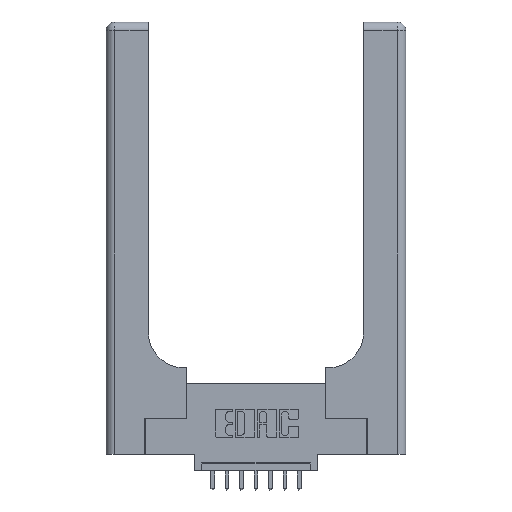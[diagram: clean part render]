
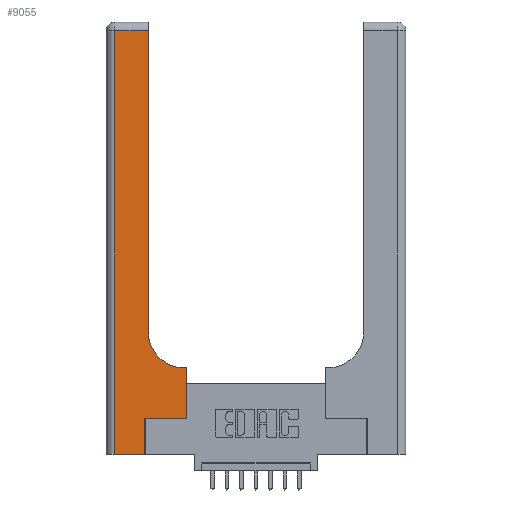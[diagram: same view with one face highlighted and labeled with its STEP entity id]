
A CAD part, top view. The second image highlights one B-rep face of the part: STEP entity #9055.
In plain terms, the highlighted planar face has unit normal (0, 0, 1).
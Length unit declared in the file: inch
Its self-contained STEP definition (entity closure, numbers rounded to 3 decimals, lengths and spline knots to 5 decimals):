
#79 = DIRECTION ( 'NONE',  ( -1., 0., 0. ) ) ;
#145 = CARTESIAN_POINT ( 'NONE',  ( 0., 0., 0.37 ) ) ;
#731 = FACE_OUTER_BOUND ( 'NONE', #8451, .T. ) ;
#818 = VERTEX_POINT ( 'NONE', #8274 ) ;
#1212 = DIRECTION ( 'NONE',  ( 0., 0., -1. ) ) ;
#1349 = DIRECTION ( 'NONE',  ( -1., 0., 0. ) ) ;
#1528 = VECTOR ( 'NONE', #11312, 39.37008 ) ;
#1568 = VERTEX_POINT ( 'NONE', #8958 ) ;
#1598 = CARTESIAN_POINT ( 'NONE',  ( 0.269, 0., 0.37 ) ) ;
#2330 = LINE ( 'NONE', #13495, #11402 ) ;
#2462 = VECTOR ( 'NONE', #7614, 39.37008 ) ;
#2508 = VECTOR ( 'NONE', #3796, 39.37008 ) ;
#2706 = CARTESIAN_POINT ( 'NONE',  ( 0.269, 0.25, 0.37 ) ) ;
#2766 = EDGE_CURVE ( 'NONE', #4017, #9005, #5945, .T. ) ;
#2807 = AXIS2_PLACEMENT_3D ( 'NONE', #14303, #7230, #13081 ) ;
#3015 = CARTESIAN_POINT ( 'NONE',  ( 0.06, 3., 0.37 ) ) ;
#3475 = ORIENTED_EDGE ( 'NONE', *, *, #5998, .T. ) ;
#3601 = EDGE_CURVE ( 'NONE', #5595, #8599, #13121, .T. ) ;
#3644 = ORIENTED_EDGE ( 'NONE', *, *, #13001, .T. ) ;
#3703 = VERTEX_POINT ( 'NONE', #1598 ) ;
#3796 = DIRECTION ( 'NONE',  ( 0., 1., 0. ) ) ;
#3995 = VECTOR ( 'NONE', #13897, 39.37008 ) ;
#4017 = VERTEX_POINT ( 'NONE', #6378 ) ;
#4172 = VECTOR ( 'NONE', #4868, 39.37008 ) ;
#4815 = EDGE_CURVE ( 'NONE', #1568, #13442, #13621, .T. ) ;
#4866 = VERTEX_POINT ( 'NONE', #13260 ) ;
#4868 = DIRECTION ( 'NONE',  ( 1., 0., 0. ) ) ;
#4880 = CARTESIAN_POINT ( 'NONE',  ( 0., 2.94, 0.37 ) ) ;
#5573 = EDGE_CURVE ( 'NONE', #9005, #5595, #2330, .T. ) ;
#5595 = VERTEX_POINT ( 'NONE', #14762 ) ;
#5746 = EDGE_CURVE ( 'NONE', #13442, #4017, #10856, .T. ) ;
#5857 = DIRECTION ( 'NONE',  ( 0., 1., 0. ) ) ;
#5869 = VECTOR ( 'NONE', #5857, 39.37008 ) ;
#5945 = CIRCLE ( 'NONE', #2807, 0.25 ) ;
#5998 = EDGE_CURVE ( 'NONE', #3703, #4866, #7148, .T. ) ;
#6111 = ORIENTED_EDGE ( 'NONE', *, *, #7726, .T. ) ;
#6314 = DIRECTION ( 'NONE',  ( 0., 1., 0. ) ) ;
#6378 = CARTESIAN_POINT ( 'NONE',  ( 0.5415, 0.6, 0.37 ) ) ;
#7148 = LINE ( 'NONE', #14450, #2508 ) ;
#7204 = ORIENTED_EDGE ( 'NONE', *, *, #14630, .T. ) ;
#7230 = DIRECTION ( 'NONE',  ( 0., 0., -1. ) ) ;
#7350 = ORIENTED_EDGE ( 'NONE', *, *, #3601, .T. ) ;
#7614 = DIRECTION ( 'NONE',  ( 1., 0., 0. ) ) ;
#7726 = EDGE_CURVE ( 'NONE', #8599, #818, #13382, .T. ) ;
#8233 = AXIS2_PLACEMENT_3D ( 'NONE', #11941, #1212, #79 ) ;
#8274 = CARTESIAN_POINT ( 'NONE',  ( 0.06, 0., 0.37 ) ) ;
#8451 = EDGE_LOOP ( 'NONE', ( #8988, #7350, #6111, #3644, #3475, #7204, #12778, #8525, #13638 ) ) ;
#8525 = ORIENTED_EDGE ( 'NONE', *, *, #5746, .T. ) ;
#8599 = VERTEX_POINT ( 'NONE', #10457 ) ;
#8958 = CARTESIAN_POINT ( 'NONE',  ( 0.5585, 0.25, 0.37 ) ) ;
#8988 = ORIENTED_EDGE ( 'NONE', *, *, #5573, .T. ) ;
#9005 = VERTEX_POINT ( 'NONE', #11586 ) ;
#9055 = ADVANCED_FACE ( 'NONE', ( #731 ), #15269, .F. ) ;
#9133 = CARTESIAN_POINT ( 'NONE',  ( 0.2915, 0.6, 0.37 ) ) ;
#9713 = CARTESIAN_POINT ( 'NONE',  ( 0.5585, 0.25, 0.37 ) ) ;
#10457 = CARTESIAN_POINT ( 'NONE',  ( 0.06, 2.94, 0.37 ) ) ;
#10856 = LINE ( 'NONE', #9133, #3995 ) ;
#10857 = LINE ( 'NONE', #145, #4172 ) ;
#11312 = DIRECTION ( 'NONE',  ( 0., -1., 0. ) ) ;
#11402 = VECTOR ( 'NONE', #6314, 39.37008 ) ;
#11586 = CARTESIAN_POINT ( 'NONE',  ( 0.2915, 0.85, 0.37 ) ) ;
#11941 = CARTESIAN_POINT ( 'NONE',  ( 0., 3., 0.37 ) ) ;
#12648 = LINE ( 'NONE', #2706, #2462 ) ;
#12778 = ORIENTED_EDGE ( 'NONE', *, *, #4815, .T. ) ;
#13001 = EDGE_CURVE ( 'NONE', #818, #3703, #10857, .T. ) ;
#13081 = DIRECTION ( 'NONE',  ( 1., 0., 0. ) ) ;
#13121 = LINE ( 'NONE', #4880, #14385 ) ;
#13260 = CARTESIAN_POINT ( 'NONE',  ( 0.269, 0.25, 0.37 ) ) ;
#13382 = LINE ( 'NONE', #3015, #1528 ) ;
#13442 = VERTEX_POINT ( 'NONE', #14719 ) ;
#13495 = CARTESIAN_POINT ( 'NONE',  ( 0.2915, 3., 0.37 ) ) ;
#13621 = LINE ( 'NONE', #9713, #5869 ) ;
#13638 = ORIENTED_EDGE ( 'NONE', *, *, #2766, .T. ) ;
#13897 = DIRECTION ( 'NONE',  ( -1., 0., 0. ) ) ;
#14303 = CARTESIAN_POINT ( 'NONE',  ( 0.5415, 0.85, 0.37 ) ) ;
#14385 = VECTOR ( 'NONE', #1349, 39.37008 ) ;
#14450 = CARTESIAN_POINT ( 'NONE',  ( 0.269, 0., 0.37 ) ) ;
#14630 = EDGE_CURVE ( 'NONE', #4866, #1568, #12648, .T. ) ;
#14719 = CARTESIAN_POINT ( 'NONE',  ( 0.5585, 0.6, 0.37 ) ) ;
#14762 = CARTESIAN_POINT ( 'NONE',  ( 0.2915, 2.94, 0.37 ) ) ;
#15269 = PLANE ( 'NONE',  #8233 ) ;
